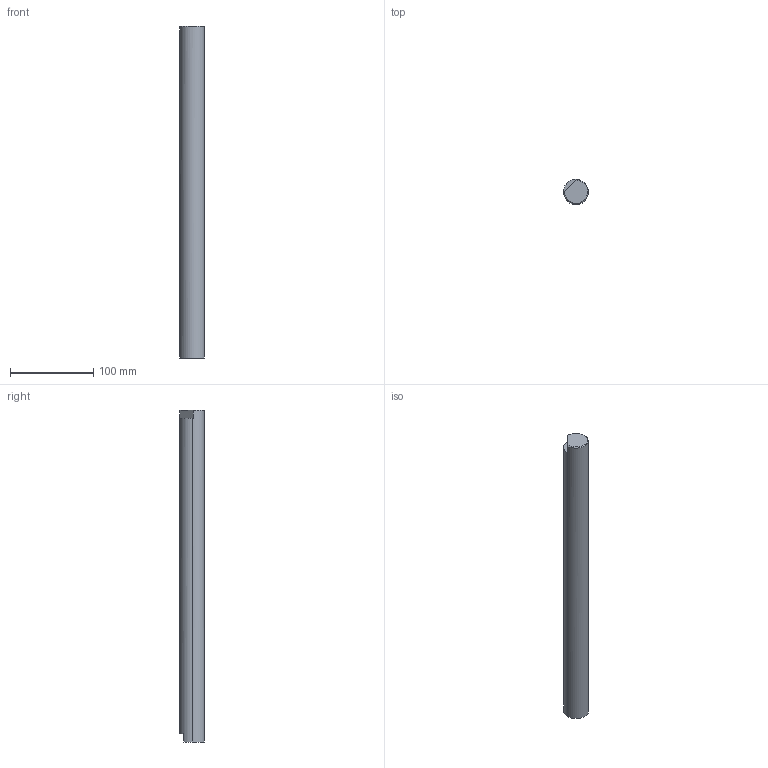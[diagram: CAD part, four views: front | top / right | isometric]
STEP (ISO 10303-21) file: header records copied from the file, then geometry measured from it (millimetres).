
FILE_DESCRIPTION (( 'STEP AP203' ), '1' );
FILE_NAME ('axe_Défaut_sldprt.STEP', '2019-10-30T08:16:27', ( '' ), ( '' ), 'SwSTEP 2.0', 'SolidWorks 2017', '' );
FILE_SCHEMA (( 'CONFIG_CONTROL_DESIGN' ));
Length unit declared in the file: millimetre
Products named in the file (1): axe_Défaut_sldprt
Bounding box: 30 x 30 x 400 mm (x, y, z)
Volume: 281160.6 mm3; surface area: 39013 mm2
Topology: 1 solids, 1 shells, 10 faces, 23 edges, 15 vertices
Faces by surface type: plane 6, cone 2, cylinder 2
Entity records: 368 total; most frequent: CARTESIAN_POINT 55, DIRECTION 53, ORIENTED_EDGE 46, EDGE_CURVE 23, AXIS2_PLACEMENT_3D 21, VERTEX_POINT 15, LINE 11, VECTOR 11
